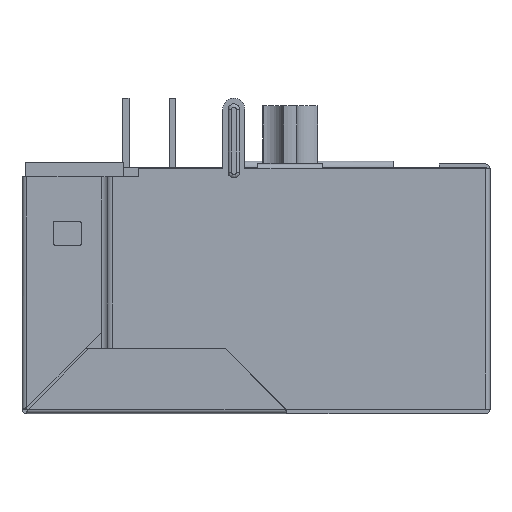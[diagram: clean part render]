
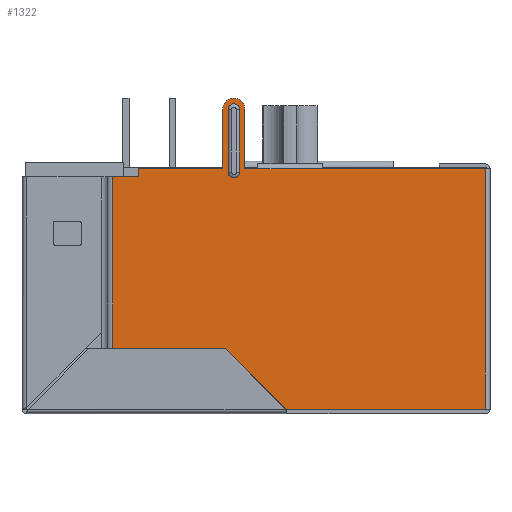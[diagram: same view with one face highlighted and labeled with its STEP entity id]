
A CAD part, left-side view. The second image highlights one B-rep face of the part: STEP entity #1322.
In plain terms, the highlighted planar face has unit normal (-1, 0, 0).
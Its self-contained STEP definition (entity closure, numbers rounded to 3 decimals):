
#1322 = ADVANCED_FACE( '', ( #2840, #2841 ), #2842, .T. );
#2840 = FACE_OUTER_BOUND( '', #4677, .T. );
#2841 = FACE_BOUND( '', #4678, .T. );
#2842 = PLANE( '', #4679 );
#4677 = EDGE_LOOP( '', ( #8581, #8582, #8583, #8584, #8585, #8586, #8587, #8588, #8589, #8590, #8591, #8592, #8593, #8594 ) );
#4678 = EDGE_LOOP( '', ( #8595, #8596, #8597, #8598 ) );
#4679 = AXIS2_PLACEMENT_3D( '', #8599, #8600, #8601 );
#8581 = ORIENTED_EDGE( '', *, *, #10734, .F. );
#8582 = ORIENTED_EDGE( '', *, *, #10680, .F. );
#8583 = ORIENTED_EDGE( '', *, *, #11618, .T. );
#8584 = ORIENTED_EDGE( '', *, *, #12119, .F. );
#8585 = ORIENTED_EDGE( '', *, *, #12120, .F. );
#8586 = ORIENTED_EDGE( '', *, *, #11902, .T. );
#8587 = ORIENTED_EDGE( '', *, *, #11013, .T. );
#8588 = ORIENTED_EDGE( '', *, *, #10800, .T. );
#8589 = ORIENTED_EDGE( '', *, *, #11007, .T. );
#8590 = ORIENTED_EDGE( '', *, *, #12121, .T. );
#8591 = ORIENTED_EDGE( '', *, *, #12122, .F. );
#8592 = ORIENTED_EDGE( '', *, *, #12123, .F. );
#8593 = ORIENTED_EDGE( '', *, *, #11191, .F. );
#8594 = ORIENTED_EDGE( '', *, *, #11011, .T. );
#8595 = ORIENTED_EDGE( '', *, *, #11899, .T. );
#8596 = ORIENTED_EDGE( '', *, *, #11887, .T. );
#8597 = ORIENTED_EDGE( '', *, *, #10727, .T. );
#8598 = ORIENTED_EDGE( '', *, *, #11940, .T. );
#8599 = CARTESIAN_POINT( '', ( -8.1, -12.491, -6.5 ) );
#8600 = DIRECTION( '', ( -1., 0., 0. ) );
#8601 = DIRECTION( '', ( 0., 0., 1. ) );
#10680 = EDGE_CURVE( '', #12788, #12789, #12790, .T. );
#10727 = EDGE_CURVE( '', #12867, #12872, #12874, .T. );
#10734 = EDGE_CURVE( '', #12789, #12885, #12886, .T. );
#10800 = EDGE_CURVE( '', #13002, #13000, #13003, .T. );
#11007 = EDGE_CURVE( '', #13000, #13360, #13362, .T. );
#11011 = EDGE_CURVE( '', #13365, #12885, #13368, .T. );
#11013 = EDGE_CURVE( '', #13370, #13002, #13371, .T. );
#11191 = EDGE_CURVE( '', #13365, #13672, #13673, .T. );
#11618 = EDGE_CURVE( '', #12788, #14335, #14337, .T. );
#11887 = EDGE_CURVE( '', #14700, #12867, #14701, .F. );
#11899 = EDGE_CURVE( '', #14715, #14700, #14716, .T. );
#11902 = EDGE_CURVE( '', #14719, #13370, #14720, .T. );
#11940 = EDGE_CURVE( '', #12872, #14715, #14770, .F. );
#12119 = EDGE_CURVE( '', #14988, #14335, #14989, .T. );
#12120 = EDGE_CURVE( '', #14719, #14988, #14990, .T. );
#12121 = EDGE_CURVE( '', #13360, #14991, #14992, .T. );
#12122 = EDGE_CURVE( '', #14993, #14991, #14994, .T. );
#12123 = EDGE_CURVE( '', #13672, #14993, #14995, .T. );
#12788 = VERTEX_POINT( '', #15805 );
#12789 = VERTEX_POINT( '', #15806 );
#12790 = LINE( '', #15807, #15808 );
#12867 = VERTEX_POINT( '', #15922 );
#12872 = VERTEX_POINT( '', #15928 );
#12874 = LINE( '', #15930, #15931 );
#12885 = VERTEX_POINT( '', #15946 );
#12886 = LINE( '', #15947, #15948 );
#13000 = VERTEX_POINT( '', #16098 );
#13002 = VERTEX_POINT( '', #16101 );
#13003 = LINE( '', #16102, #16103 );
#13360 = VERTEX_POINT( '', #16641 );
#13362 = LINE( '', #16643, #16644 );
#13365 = VERTEX_POINT( '', #16647 );
#13368 = LINE( '', #16652, #16653 );
#13370 = VERTEX_POINT( '', #16655 );
#13371 = LINE( '', #16656, #16657 );
#13672 = VERTEX_POINT( '', #17157 );
#13673 = LINE( '', #17158, #17159 );
#14335 = VERTEX_POINT( '', #18307 );
#14337 = LINE( '', #18309, #18310 );
#14700 = VERTEX_POINT( '', #18851 );
#14701 = CIRCLE( '', #18852, 0.3 );
#14715 = VERTEX_POINT( '', #18870 );
#14716 = LINE( '', #18871, #18872 );
#14719 = VERTEX_POINT( '', #18875 );
#14720 = LINE( '', #18876, #18877 );
#14770 = CIRCLE( '', #18949, 0.3 );
#14988 = VERTEX_POINT( '', #19283 );
#14989 = LINE( '', #19284, #19285 );
#14990 = LINE( '', #19286, #19287 );
#14991 = VERTEX_POINT( '', #19288 );
#14992 = LINE( '', #19289, #19290 );
#14993 = VERTEX_POINT( '', #19291 );
#14994 = LINE( '', #19292, #19293 );
#14995 = CIRCLE( '', #19294, 0.6 );
#15805 = CARTESIAN_POINT( '', ( -8.1, 7.75, 6.05 ) );
#15806 = CARTESIAN_POINT( '', ( -8.1, 6.35, 6.05 ) );
#15807 = CARTESIAN_POINT( '', ( -8.1, -12.491, 6.05 ) );
#15808 = VECTOR( '', #20126, 1000. );
#15922 = CARTESIAN_POINT( '', ( -8.1, 1.5, 6.3 ) );
#15928 = CARTESIAN_POINT( '', ( -8.1, 1.5, 9.7 ) );
#15930 = CARTESIAN_POINT( '', ( -8.1, 1.5, -6.5 ) );
#15931 = VECTOR( '', #20182, 1000. );
#15946 = CARTESIAN_POINT( '', ( -8.1, 6.35, 6.5 ) );
#15947 = CARTESIAN_POINT( '', ( -8.1, 6.35, -6.5 ) );
#15948 = VECTOR( '', #20187, 1000. );
#16098 = CARTESIAN_POINT( '', ( -8.1, -3.6, 6.5 ) );
#16101 = CARTESIAN_POINT( '', ( -8.1, -12.4, 6.5 ) );
#16102 = CARTESIAN_POINT( '', ( -8.1, -12.491, 6.5 ) );
#16103 = VECTOR( '', #20269, 1000. );
#16641 = CARTESIAN_POINT( '', ( -8.1, -0.1, 6.5 ) );
#16643 = CARTESIAN_POINT( '', ( -8.1, -3.6, 6.5 ) );
#16644 = VECTOR( '', #20494, 1000. );
#16647 = CARTESIAN_POINT( '', ( -8.1, 1.8, 6.5 ) );
#16652 = CARTESIAN_POINT( '', ( -8.1, -12.491, 6.5 ) );
#16653 = VECTOR( '', #20497, 1000. );
#16655 = CARTESIAN_POINT( '', ( -8.1, -12.4, -6.5 ) );
#16656 = CARTESIAN_POINT( '', ( -8.1, -12.4, -6.5 ) );
#16657 = VECTOR( '', #20498, 1000. );
#17157 = CARTESIAN_POINT( '', ( -8.1, 1.8, 9.7 ) );
#17158 = CARTESIAN_POINT( '', ( -8.1, 1.8, 6.5 ) );
#17159 = VECTOR( '', #20685, 1000. );
#18307 = CARTESIAN_POINT( '', ( -8.1, 7.75, -3.2 ) );
#18309 = CARTESIAN_POINT( '', ( -8.1, 7.75, 6.5 ) );
#18310 = VECTOR( '', #21073, 1000. );
#18851 = CARTESIAN_POINT( '', ( -8.1, 0.9, 6.3 ) );
#18852 = AXIS2_PLACEMENT_3D( '', #21324, #21325, #21326 );
#18870 = CARTESIAN_POINT( '', ( -8.1, 0.9, 9.7 ) );
#18871 = CARTESIAN_POINT( '', ( -8.1, 0.9, -6.5 ) );
#18872 = VECTOR( '', #21340, 1000. );
#18875 = CARTESIAN_POINT( '', ( -8.1, -1.65, -6.5 ) );
#18876 = CARTESIAN_POINT( '', ( -8.1, 7.75, -6.5 ) );
#18877 = VECTOR( '', #21344, 1000. );
#18949 = AXIS2_PLACEMENT_3D( '', #21378, #21379, #21380 );
#19283 = CARTESIAN_POINT( '', ( -8.1, 1.65, -3.2 ) );
#19284 = CARTESIAN_POINT( '', ( -8.1, -12.491, -3.2 ) );
#19285 = VECTOR( '', #21516, 1000. );
#19286 = CARTESIAN_POINT( '', ( -8.1, -7.071, -11.921 ) );
#19287 = VECTOR( '', #21517, 1000. );
#19288 = CARTESIAN_POINT( '', ( -8.1, 0.6, 6.5 ) );
#19289 = CARTESIAN_POINT( '', ( -8.1, -12.491, 6.5 ) );
#19290 = VECTOR( '', #21518, 1000. );
#19291 = CARTESIAN_POINT( '', ( -8.1, 0.6, 9.7 ) );
#19292 = CARTESIAN_POINT( '', ( -8.1, 0.6, 9.7 ) );
#19293 = VECTOR( '', #21519, 1000. );
#19294 = AXIS2_PLACEMENT_3D( '', #21520, #21521, #21522 );
#20126 = DIRECTION( '', ( 0., -1., 0. ) );
#20182 = DIRECTION( '', ( 0., 0., 1. ) );
#20187 = DIRECTION( '', ( 0., 0., 1. ) );
#20269 = DIRECTION( '', ( 0., 1., 0. ) );
#20494 = DIRECTION( '', ( 0., 1., 0. ) );
#20497 = DIRECTION( '', ( 0., 1., 0. ) );
#20498 = DIRECTION( '', ( 0., 0., 1. ) );
#20685 = DIRECTION( '', ( 0., 0., 1. ) );
#21073 = DIRECTION( '', ( 0., 0., -1. ) );
#21324 = CARTESIAN_POINT( '', ( -8.1, 1.2, 6.3 ) );
#21325 = DIRECTION( '', ( -1., 0., 0. ) );
#21326 = DIRECTION( '', ( 0., 0., 1. ) );
#21340 = DIRECTION( '', ( 0., 0., -1. ) );
#21344 = DIRECTION( '', ( 0., -1., 0. ) );
#21378 = CARTESIAN_POINT( '', ( -8.1, 1.2, 9.7 ) );
#21379 = DIRECTION( '', ( -1., 0., 0. ) );
#21380 = DIRECTION( '', ( 0., 0., 1. ) );
#21516 = DIRECTION( '', ( 0., 1., 0. ) );
#21517 = DIRECTION( '', ( 0., 0.707, 0.707 ) );
#21518 = DIRECTION( '', ( 0., 1., 0. ) );
#21519 = DIRECTION( '', ( 0., 0., -1. ) );
#21520 = CARTESIAN_POINT( '', ( -8.1, 1.2, 9.7 ) );
#21521 = DIRECTION( '', ( 1., 0., 0. ) );
#21522 = DIRECTION( '', ( 0., 1., 0. ) );
